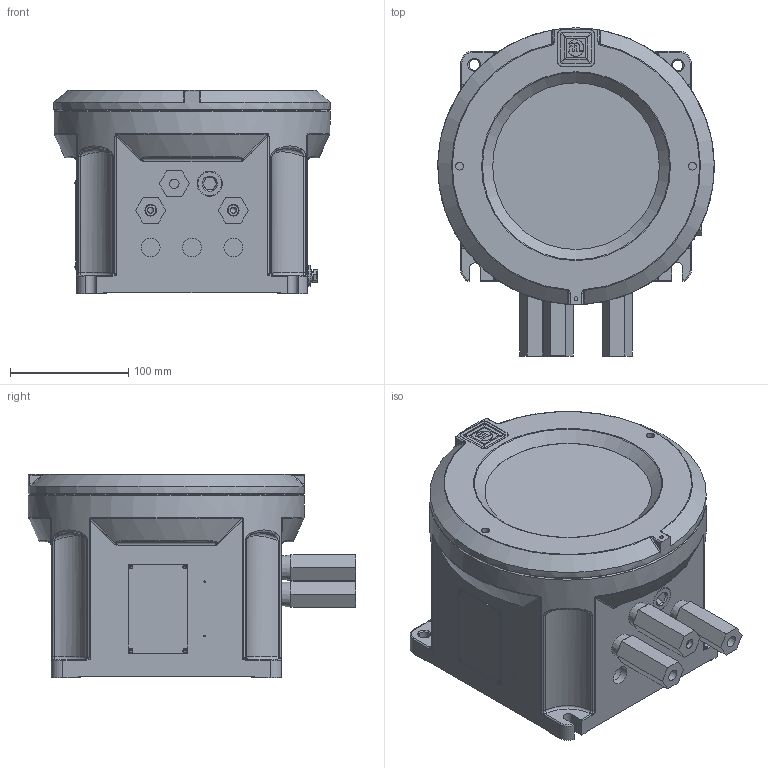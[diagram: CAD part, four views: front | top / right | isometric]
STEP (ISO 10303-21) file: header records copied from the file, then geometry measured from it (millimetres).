
FILE_DESCRIPTION(/* description */ ('Unknown'),/* implementation_level */ '2;1');
FILE_NAME(/* name */ 'XPM601 Assembly External STEP',/* time_stamp */ '2024-02-27T08:46:18Z',/* author */ ('Unknown'),/* organization */ ('Unknown'),/* preprocessor_version */ 'ST-DEVELOPER v19.4',/* originating_system */ 'Solid Edge',/* authorisation */ 'Unknown');
FILE_SCHEMA (('AUTOMOTIVE_DESIGN {1 0 10303 214 3 1 1}'));
Products named in the file (45): XPM601 Assembly External STEP; 81007_XTC601 WINDOW GUB ASSEMBLY; 64883 - XTC601 Stahl GUB size 3 hole drillings and paint finish; 62867 - Stahl GUB 3 Window lid; 10294 - Screw M5x14 TORX BZP Stahl; 10293 - Screw M6x12 HEX HD Stahl; 10292 - Washer M6 Flat STST; 12090 - Washer M6 Spring STST; 62870 - STAHL WINDOW PLATE SPACER; 62869 - STAHL WINDOW PLATE; 10295 - Screw M5x12 PAN SLTD STST Stahl; 12096 - STAHL M5 Sngle Coil spring washer; 14198 - STAHL O-RING VITON CS 4mm ID 207mm; 84069- Display assy XTP-XTC601; 80896 - Display PCB assy XTP-XTC; 27873 - Header 20 Way 1 Row THT Samtec  SSM-120-X-SV; 62839 - XTP601 PHASE II Display PCB; 27877 - Header Crimp 13 Way 2 Row 2.54 pitch 3M N2526-6V0C-RB-WF; 12125 - Spacer HEX M2.5x10 FF Nylon; 10299 - Screw M2.5x6 Pan Pozi Nylon; 14200 - Screw M2.5x6 Csk Sltd StSt; 10231-Screw M4x8 CAP SKT; 61593 - PROCESS ANALYZER SLIDE POST; 24576 - Spring Comp, 7.619mmOD x 0.660mm Wire Diameter; 61544 - PROCESS ANALYZER DISPLAY MOUNT; 12036 - Washer M4 Plain STST; 13039 - Nut M4 Nyloc STST A2; 14196 - PANEX STUD WING HEAD; 14197 - PANEX RETAINER; 12029 - Washer M4 Plain Nylon; 27849 - SAMTEC TSW-120-24-G-S PCB MOUNT 20 PIN, 1 ROW; 30199 - DISPLAY LCD 128 x 64 DOT AA 32.5 x 60; 85532C - TRI RATED FLAME ARRESTOR 1_2 NPT, STD GAP; EX65537 - FLAME ARRESTOR BODY ; EX65538 - FLAME ARRESTOR SHUTTLE; EX14363 - INTERNAL CIRCLIP; 62855 - XTP601 PHASE II Lid Logo; 66598 - Black anodised SN label 75 x 50mm; 67989 - XPM601 Overlay; 10142 - Screw 00x1-8 HAMR DRV ...
Assembly tree (99 placements, depth 4):
  XPM601 Assembly External STEP
    81007_XTC601 WINDOW GUB ASSEMBLY
      64883 - XTC601 Stahl GUB size 3 hole drillings and paint finish
      62867 - Stahl GUB 3 Window lid
      10294 - Screw M5x14 TORX BZP Stahl  x2
      10293 - Screw M6x12 HEX HD Stahl  x2
      10292 - Washer M6 Flat STST  x4
      12090 - Washer M6 Spring STST  x2
      62870 - STAHL WINDOW PLATE SPACER  x4
      62869 - STAHL WINDOW PLATE  x4
      10295 - Screw M5x12 PAN SLTD STST Stahl  x4
      12096 - STAHL M5 Sngle Coil spring washer  x4
      14198 - STAHL O-RING VITON CS 4mm ID 207mm
    84069- Display assy XTP-XTC601
      80896 - Display PCB assy XTP-XTC
        27873 - Header 20 Way 1 Row THT Samtec  SSM-120-X-SV
        62839 - XTP601 PHASE II Display PCB
        27877 - Header Crimp 13 Way 2 Row 2.54 pitch 3M N2526-6V0C-RB-WF
      12125 - Spacer HEX M2.5x10 FF Nylon  x4
      10299 - Screw M2.5x6 Pan Pozi Nylon  x4
      14200 - Screw M2.5x6 Csk Sltd StSt  x4
      10231-Screw M4x8 CAP SKT  x4
      61593 - PROCESS ANALYZER SLIDE POST  x4
      24576 - Spring Comp, 7.619mmOD x 0.660mm Wire Diameter  x4
      61544 - PROCESS ANALYZER DISPLAY MOUNT  x2
      12036 - Washer M4 Plain STST  x4
      13039 - Nut M4 Nyloc STST A2  x4
      14196 - PANEX STUD WING HEAD  x2
      14197 - PANEX RETAINER  x2
      12029 - Washer M4 Plain Nylon  x4
      27849 - SAMTEC TSW-120-24-G-S PCB MOUNT 20 PIN, 1 ROW
      30199 - DISPLAY LCD 128 x 64 DOT AA 32.5 x 60
    85532C - TRI RATED FLAME ARRESTOR 1_2 NPT, STD GAP  x2
      EX65537 - FLAME ARRESTOR BODY 
      EX65538 - FLAME ARRESTOR SHUTTLE
      EX14363 - INTERNAL CIRCLIP
    62855 - XTP601 PHASE II Lid Logo
    66598 - Black anodised SN label 75 x 50mm
    67989 - XPM601 Overlay
    10142 - Screw 00x1-8 HAMR DRV  x4
    01846 - PANEX RECEPTACLE  x2
    85533 - TRI RATED BREATHER 1_2 NPT, STD GAP
      EX65906 - TRI RATED BREATHER BODY 
      EX65538 - FLAME ARRESTOR SHUTTLE
      EX22601 - ST ST SINTER
      EX14363 - INTERNAL CIRCLIP
    21612 - Stopping Plug 0.5 inch NPT
Bounding box: 234 x 277.5 x 172 mm (x, y, z)
Volume: 2644801.8 mm3; surface area: 621788.6 mm2
Topology: 91 solids, 91 shells, 4009 faces, 9987 edges, 6419 vertices
Faces by surface type: plane 2939, cylinder 621, bspline 233, torus 120, cone 84, sphere 12
Full cylindrical faces by diameter (mm): 0.5 x6, 0.62 x52, 0.8 x2, 1 x24, 1.19 x2, 1.2 x6, 1.5 x4, 2 x4, 2.013 x4, 2.5 x14, 2.8 x4, 3.176 x4, 3.242 x13, 4 x8, 4.134 x7, 4.2 x4, 4.47 x4, 4.5 x12, 4.917 x1, 5 x18, 5.4 x2, 5.5 x4, 6 x6, 6.3 x4, 6.5 x6, 7 x2, 8 x5, 8.487 x2, 8.8 x4, 9 x6
Entity records: 130991 total; most frequent: CARTESIAN_POINT 31239, ORIENTED_EDGE 15898, DIRECTION 14557, EDGE_CURVE 7949, LINE 5835, VECTOR 5835, VERTEX_POINT 5269, AXIS2_PLACEMENT_3D 4361
